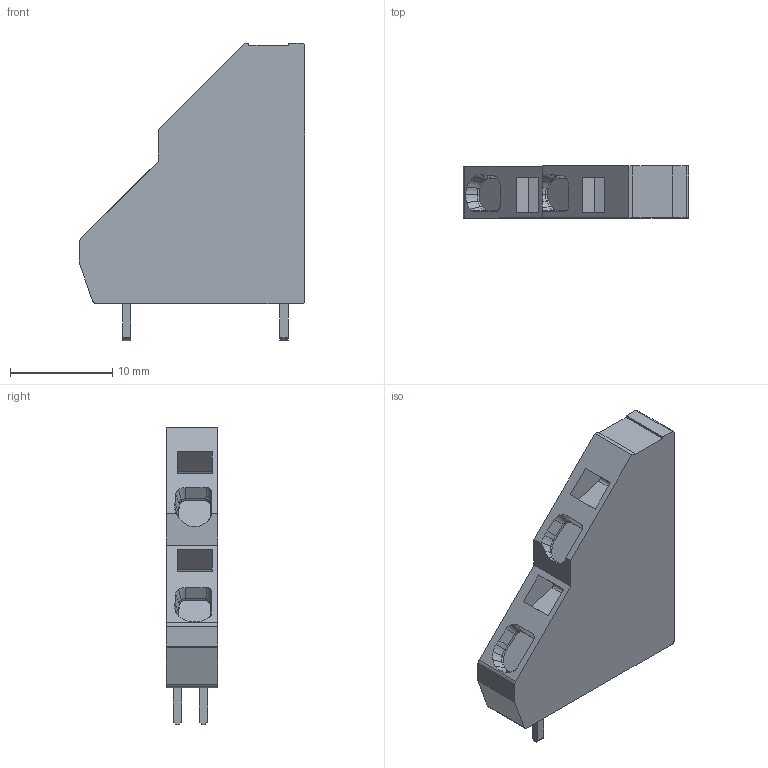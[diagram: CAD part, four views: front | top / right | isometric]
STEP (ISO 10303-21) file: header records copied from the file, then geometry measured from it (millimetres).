
FILE_DESCRIPTION(/* description */ ('Unknown'),/* implementation_level */ '2;1');
FILE_NAME(/* name */ 'SQECDDWP_3D SOLID',/* time_stamp */ '2024-02-07T14:21:42+06:00',/* author */ ('Unknown'),/* organization */ ('Unknown'),/* preprocessor_version */ 'ST-DEVELOPER v16.7',/* originating_system */ 'Solid Edge',/* authorisation */ 'Unknown');
FILE_SCHEMA (('AUTOMOTIVE_DESIGN {1 0 10303 214 3 1 1}'));
Length unit declared in the file: millimetre
Products named in the file (1): Part3
Bounding box: 22.07 x 5.08 x 29.11 mm (x, y, z)
Volume: 1967.8 mm3; surface area: 1353.3 mm2
Topology: 1 solids, 1 shells, 127 faces, 328 edges, 208 vertices
Faces by surface type: plane 50, cylinder 27, cone 20, torus 20, bspline 10
Entity records: 4885 total; most frequent: CARTESIAN_POINT 822, DIRECTION 687, ORIENTED_EDGE 656, EDGE_CURVE 328, AXIS2_PLACEMENT_3D 257, VERTEX_POINT 208, LINE 173, VECTOR 173
